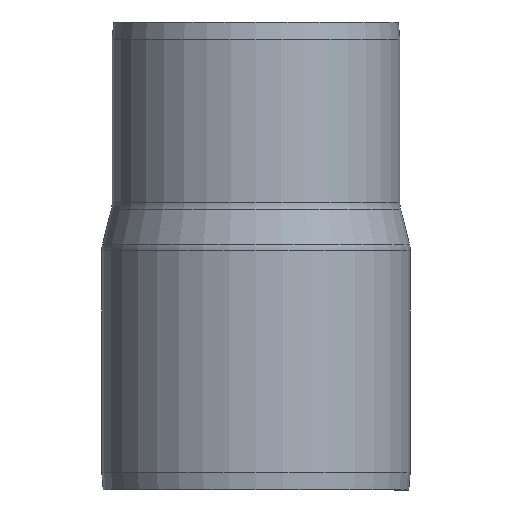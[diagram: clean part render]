
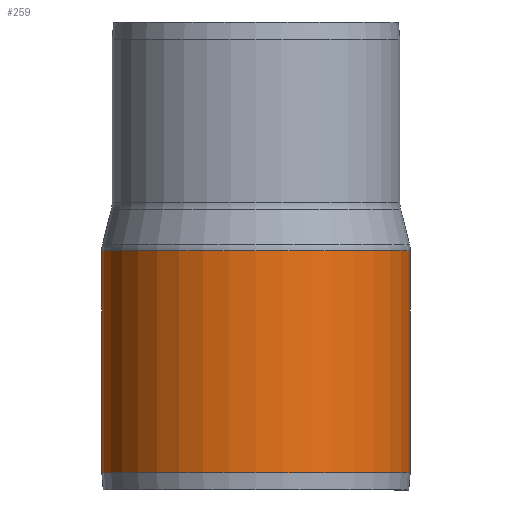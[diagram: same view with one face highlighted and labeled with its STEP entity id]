
A CAD part, front view. The second image highlights one B-rep face of the part: STEP entity #259.
In plain terms, the highlighted cylindrical face has radius 445 mm (diameter 890 mm), a full revolution.
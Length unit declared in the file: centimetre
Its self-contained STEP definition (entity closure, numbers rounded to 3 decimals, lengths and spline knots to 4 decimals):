
#25=CYLINDRICAL_SURFACE('',#289,44.5);
#33=FACE_OUTER_BOUND('',#49,.T.);
#49=EDGE_LOOP('',(#199,#200,#201,#202,#203));
#65=LINE('',#450,#75);
#75=VECTOR('',#359,44.5);
#91=CIRCLE('',#286,44.5);
#93=CIRCLE('',#288,44.5);
#94=CIRCLE('',#290,44.5);
#118=VERTEX_POINT('',#442);
#119=VERTEX_POINT('',#443);
#120=VERTEX_POINT('',#448);
#146=EDGE_CURVE('',#118,#119,#91,.T.);
#148=EDGE_CURVE('',#119,#118,#93,.T.);
#149=EDGE_CURVE('',#120,#120,#94,.T.);
#150=EDGE_CURVE('',#120,#119,#65,.T.);
#199=ORIENTED_EDGE('',*,*,#149,.F.);
#200=ORIENTED_EDGE('',*,*,#150,.T.);
#201=ORIENTED_EDGE('',*,*,#148,.T.);
#202=ORIENTED_EDGE('',*,*,#146,.T.);
#203=ORIENTED_EDGE('',*,*,#150,.F.);
#259=ADVANCED_FACE('',(#33),#25,.T.);
#286=AXIS2_PLACEMENT_3D('',#444,#349,#350);
#288=AXIS2_PLACEMENT_3D('',#446,#353,#354);
#289=AXIS2_PLACEMENT_3D('',#447,#355,#356);
#290=AXIS2_PLACEMENT_3D('',#449,#357,#358);
#349=DIRECTION('center_axis',(0.,0.,
-1.));
#350=DIRECTION('ref_axis',(1.,0.,0.));
#353=DIRECTION('center_axis',(0.,0.,
-1.));
#354=DIRECTION('ref_axis',(1.,0.,0.));
#355=DIRECTION('center_axis',(0.,0.,
-1.));
#356=DIRECTION('ref_axis',(-1.,0.,0.));
#357=DIRECTION('center_axis',(0.,0.,
-1.));
#358=DIRECTION('ref_axis',(1.,0.,0.));
#359=DIRECTION('',(0.,0.,1.));
#442=CARTESIAN_POINT('',(0.,-44.5,69.0131));
#443=CARTESIAN_POINT('',(44.5,0.,69.0131));
#444=CARTESIAN_POINT('Origin',(0.,0.,
69.0131));
#446=CARTESIAN_POINT('Origin',(0.,0.,
69.0131));
#447=CARTESIAN_POINT('Origin',(0.,0.,37.0066));
#448=CARTESIAN_POINT('',(44.5,0.,5.));
#449=CARTESIAN_POINT('Origin',(0.,0.,5.));
#450=CARTESIAN_POINT('',(44.5,0.,37.0066));
